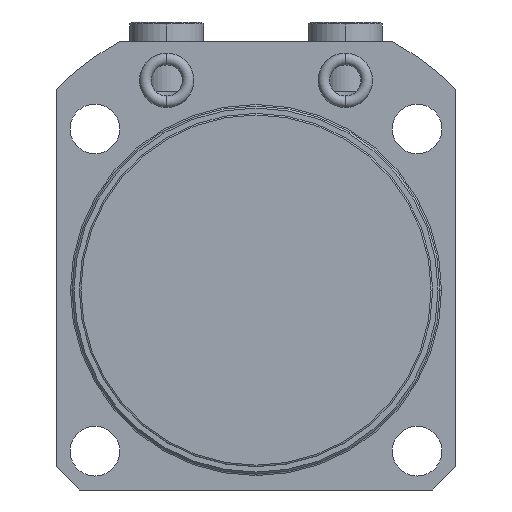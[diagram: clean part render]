
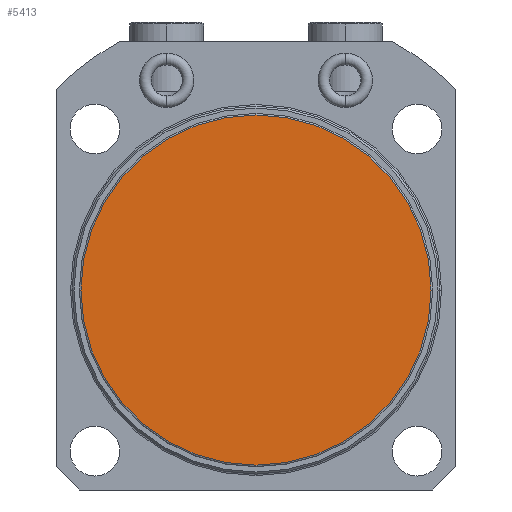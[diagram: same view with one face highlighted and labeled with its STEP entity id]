
A CAD part, front view. The second image highlights one B-rep face of the part: STEP entity #5413.
In plain terms, the highlighted planar face has unit normal (0, -1, 0).
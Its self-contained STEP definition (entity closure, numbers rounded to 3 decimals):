
#1851=CARTESIAN_POINT('',(0.,-97.5,0.));
#1852=DIRECTION('',(0.,-1.,0.));
#1853=DIRECTION('',(0.,0.,1.));
#1854=AXIS2_PLACEMENT_3D('',#1851,#1852,#1853);
#1859=CARTESIAN_POINT('',(0.,-97.5,0.));
#1860=DIRECTION('',(0.,-1.,0.));
#1861=DIRECTION('',(0.,0.,-1.));
#1862=AXIS2_PLACEMENT_3D('',#1859,#1860,#1861);
#4145=CARTESIAN_POINT('',(0.,-97.5,45.1));
#4146=CARTESIAN_POINT('',(0.,-97.5,-45.1));
#4147=VERTEX_POINT('',#4145);
#4148=VERTEX_POINT('',#4146);
#5403=CARTESIAN_POINT('',(0.,-97.5,0.));
#5404=DIRECTION('',(0.,-1.,0.));
#5405=DIRECTION('',(0.,0.,-1.));
#5406=AXIS2_PLACEMENT_3D('',#5403,#5404,#5405);
#5407=PLANE('',#5406);
#5409=ORIENTED_EDGE('',*,*,#5408,.F.);
#5410=ORIENTED_EDGE('',*,*,#5393,.F.);
#5411=EDGE_LOOP('',(#5409,#5410));
#5412=FACE_OUTER_BOUND('',#5411,.F.);
#1855=CIRCLE('',#1854,45.1);
#1863=CIRCLE('',#1862,45.1);
#5393=EDGE_CURVE('',#4148,#4147,#1863,.T.);
#5408=EDGE_CURVE('',#4147,#4148,#1855,.T.);
#5413=ADVANCED_FACE('',(#5412),#5407,.T.);
